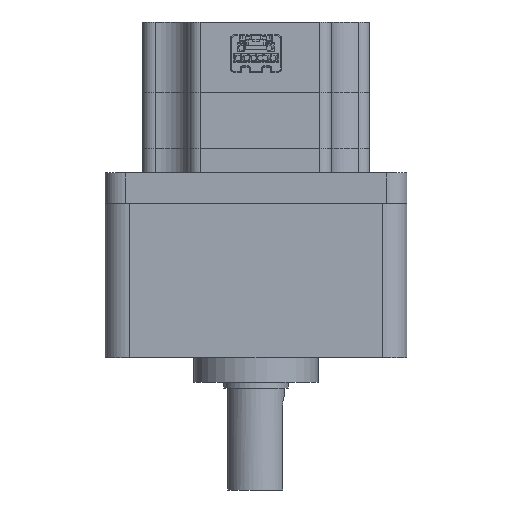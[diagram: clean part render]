
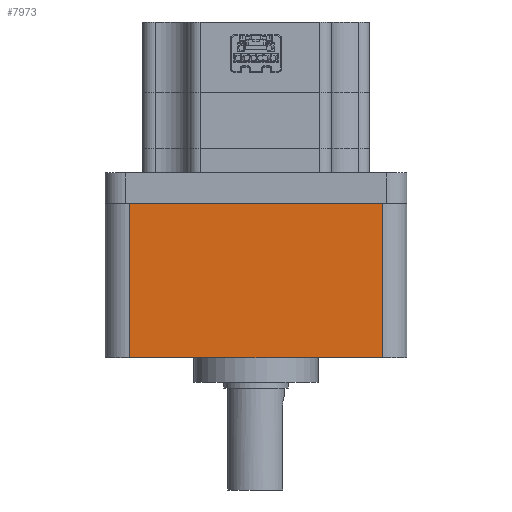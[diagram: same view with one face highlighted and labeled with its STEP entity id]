
A CAD part, front view. The second image highlights one B-rep face of the part: STEP entity #7973.
In plain terms, the highlighted planar face has unit normal (0, -1, 0).
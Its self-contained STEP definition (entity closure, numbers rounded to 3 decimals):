
#436 = FACE_OUTER_BOUND ( 'NONE', #2689, .T. ) ;
#607 = CARTESIAN_POINT ( 'NONE',  ( -40., -40., -41. ) ) ;
#839 = EDGE_CURVE ( 'NONE', #2550, #1962, #7812, .T. ) ;
#1669 = DIRECTION ( 'NONE',  ( 0., 0., -1. ) ) ;
#1962 = VERTEX_POINT ( 'NONE', #16084 ) ;
#2550 = VERTEX_POINT ( 'NONE', #9776 ) ;
#2689 = EDGE_LOOP ( 'NONE', ( #9360, #14413, #6626, #15576 ) ) ;
#3053 = CARTESIAN_POINT ( 'NONE',  ( 33.5, -40., -41. ) ) ;
#3120 = EDGE_CURVE ( 'NONE', #11320, #5254, #14856, .T. ) ;
#3838 = CARTESIAN_POINT ( 'NONE',  ( -33.5, -40., -41. ) ) ;
#4083 = CARTESIAN_POINT ( 'NONE',  ( -40., -40., -41. ) ) ;
#5254 = VERTEX_POINT ( 'NONE', #3053 ) ;
#5275 = DIRECTION ( 'NONE',  ( 1., 0., 0. ) ) ;
#5329 = DIRECTION ( 'NONE',  ( 1., 0., 0. ) ) ;
#5490 = EDGE_CURVE ( 'NONE', #2550, #11320, #11791, .T. ) ;
#5842 = PLANE ( 'NONE',  #7016 ) ;
#6626 = ORIENTED_EDGE ( 'NONE', *, *, #3120, .T. ) ;
#7016 = AXIS2_PLACEMENT_3D ( 'NONE', #607, #11219, #1669 ) ;
#7110 = EDGE_CURVE ( 'NONE', #5254, #1962, #8165, .T. ) ;
#7812 = LINE ( 'NONE', #13302, #10904 ) ;
#7973 = ADVANCED_FACE ( 'NONE', ( #436 ), #5842, .T. ) ;
#8165 = LINE ( 'NONE', #15065, #16429 ) ;
#8239 = CARTESIAN_POINT ( 'NONE',  ( -33.5, -40., -41. ) ) ;
#9360 = ORIENTED_EDGE ( 'NONE', *, *, #839, .F. ) ;
#9776 = CARTESIAN_POINT ( 'NONE',  ( -33.5, -40., 0. ) ) ;
#9844 = VECTOR ( 'NONE', #5329, 1000. ) ;
#10904 = VECTOR ( 'NONE', #5275, 1000. ) ;
#11219 = DIRECTION ( 'NONE',  ( 0., -1., 0. ) ) ;
#11320 = VERTEX_POINT ( 'NONE', #8239 ) ;
#11791 = LINE ( 'NONE', #3838, #17359 ) ;
#12238 = DIRECTION ( 'NONE',  ( 0., 0., 1. ) ) ;
#13302 = CARTESIAN_POINT ( 'NONE',  ( -40., -40., 0. ) ) ;
#14413 = ORIENTED_EDGE ( 'NONE', *, *, #5490, .T. ) ;
#14856 = LINE ( 'NONE', #4083, #9844 ) ;
#15065 = CARTESIAN_POINT ( 'NONE',  ( 33.5, -40., -41. ) ) ;
#15576 = ORIENTED_EDGE ( 'NONE', *, *, #7110, .T. ) ;
#16084 = CARTESIAN_POINT ( 'NONE',  ( 33.5, -40., 0. ) ) ;
#16429 = VECTOR ( 'NONE', #12238, 1000. ) ;
#17359 = VECTOR ( 'NONE', #17424, 1000. ) ;
#17424 = DIRECTION ( 'NONE',  ( 0., 0., -1. ) ) ;
